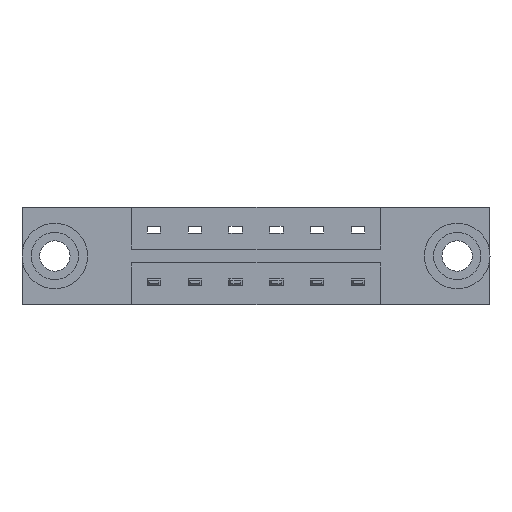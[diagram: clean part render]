
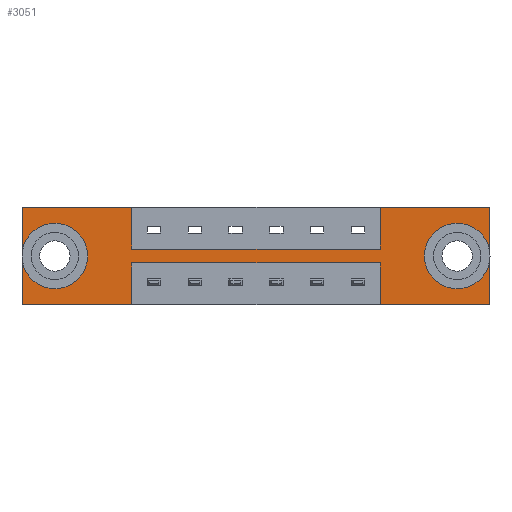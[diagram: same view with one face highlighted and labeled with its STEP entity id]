
A CAD part, front view. The second image highlights one B-rep face of the part: STEP entity #3051.
In plain terms, the highlighted planar face has unit normal (0, -1, 0).
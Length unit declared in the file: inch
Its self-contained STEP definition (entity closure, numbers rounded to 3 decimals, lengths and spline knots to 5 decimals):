
#33 = ORIENTED_EDGE ( 'NONE', *, *, #1565, .F. ) ;
#79 = CIRCLE ( 'NONE', #3488, 0.078 ) ;
#140 = DIRECTION ( 'NONE',  ( 0., 1., 0. ) ) ;
#223 = CARTESIAN_POINT ( 'NONE',  ( 1.3665, 0., -0.2115 ) ) ;
#235 = ORIENTED_EDGE ( 'NONE', *, *, #455, .T. ) ;
#237 = ORIENTED_EDGE ( 'NONE', *, *, #7973, .F. ) ;
#314 = AXIS2_PLACEMENT_3D ( 'NONE', #3132, #2566, #7856 ) ;
#329 = ORIENTED_EDGE ( 'NONE', *, *, #1618, .F. ) ;
#332 = DIRECTION ( 'NONE',  ( 1., 0., 0. ) ) ;
#348 = VERTEX_POINT ( 'NONE', #1407 ) ;
#455 = EDGE_CURVE ( 'NONE', #704, #6340, #1029, .T. ) ;
#514 = VERTEX_POINT ( 'NONE', #3627 ) ;
#563 = ORIENTED_EDGE ( 'NONE', *, *, #2105, .F. ) ;
#610 = ORIENTED_EDGE ( 'NONE', *, *, #8155, .F. ) ;
#626 = CARTESIAN_POINT ( 'NONE',  ( 0.125, 0., -0.107 ) ) ;
#670 = CARTESIAN_POINT ( 'NONE',  ( 0.4175, 0., -0.1585 ) ) ;
#686 = CARTESIAN_POINT ( 'NONE',  ( 0.125, 0., -0.185 ) ) ;
#704 = VERTEX_POINT ( 'NONE', #2467 ) ;
#714 = EDGE_CURVE ( 'NONE', #8234, #8388, #1127, .T. ) ;
#760 = VECTOR ( 'NONE', #2380, 39.37008 ) ;
#823 = EDGE_CURVE ( 'NONE', #5445, #8234, #7294, .T. ) ;
#839 = ORIENTED_EDGE ( 'NONE', *, *, #6994, .T. ) ;
#860 = DIRECTION ( 'NONE',  ( 0., 0., 1. ) ) ;
#963 = FACE_OUTER_BOUND ( 'NONE', #6349, .T. ) ;
#981 = ORIENTED_EDGE ( 'NONE', *, *, #714, .F. ) ;
#1018 = VECTOR ( 'NONE', #7191, 39.37008 ) ;
#1029 = CIRCLE ( 'NONE', #2164, 0.078 ) ;
#1098 = CARTESIAN_POINT ( 'NONE',  ( 1.3665, 0., -0.2115 ) ) ;
#1127 = LINE ( 'NONE', #3843, #760 ) ;
#1229 = LINE ( 'NONE', #2527, #2168 ) ;
#1241 = DIRECTION ( 'NONE',  ( 0., 0., -1. ) ) ;
#1242 = CIRCLE ( 'NONE', #314, 0.078 ) ;
#1249 = VECTOR ( 'NONE', #5767, 39.37008 ) ;
#1332 = DIRECTION ( 'NONE',  ( 0., 0., 1. ) ) ;
#1407 = CARTESIAN_POINT ( 'NONE',  ( 0., 0., 0. ) ) ;
#1561 = ORIENTED_EDGE ( 'NONE', *, *, #2767, .F. ) ;
#1565 = EDGE_CURVE ( 'NONE', #8388, #7557, #4457, .T. ) ;
#1616 = CARTESIAN_POINT ( 'NONE',  ( 1.784, 0., 0. ) ) ;
#1618 = EDGE_CURVE ( 'NONE', #514, #8390, #2591, .T. ) ;
#1665 = CARTESIAN_POINT ( 'NONE',  ( 0.4175, 0., -0.37 ) ) ;
#1699 = VECTOR ( 'NONE', #1332, 39.37008 ) ;
#1707 = CARTESIAN_POINT ( 'NONE',  ( 0.4175, 0., -0.2115 ) ) ;
#1719 = FACE_BOUND ( 'NONE', #6540, .T. ) ;
#1729 = VERTEX_POINT ( 'NONE', #6588 ) ;
#1955 = CARTESIAN_POINT ( 'NONE',  ( 0., 0., 0. ) ) ;
#2020 = VECTOR ( 'NONE', #7007, 39.37008 ) ;
#2105 = EDGE_CURVE ( 'NONE', #348, #514, #6477, .T. ) ;
#2164 = AXIS2_PLACEMENT_3D ( 'NONE', #686, #3404, #860 ) ;
#2168 = VECTOR ( 'NONE', #3233, 39.37008 ) ;
#2341 = CARTESIAN_POINT ( 'NONE',  ( 1.659, 0., -0.107 ) ) ;
#2367 = VECTOR ( 'NONE', #332, 39.37008 ) ;
#2380 = DIRECTION ( 'NONE',  ( -1., 0., 0. ) ) ;
#2419 = ORIENTED_EDGE ( 'NONE', *, *, #5694, .F. ) ;
#2433 = CARTESIAN_POINT ( 'NONE',  ( 0., 0., 0. ) ) ;
#2467 = CARTESIAN_POINT ( 'NONE',  ( 0.125, 0., -0.263 ) ) ;
#2501 = CARTESIAN_POINT ( 'NONE',  ( 0.4175, 0., -0.1585 ) ) ;
#2525 = ORIENTED_EDGE ( 'NONE', *, *, #823, .F. ) ;
#2527 = CARTESIAN_POINT ( 'NONE',  ( 1.3665, 0., -0.1585 ) ) ;
#2566 = DIRECTION ( 'NONE',  ( 0., 1., 0. ) ) ;
#2591 = LINE ( 'NONE', #5207, #5397 ) ;
#2767 = EDGE_CURVE ( 'NONE', #6460, #348, #8632, .T. ) ;
#2959 = ORIENTED_EDGE ( 'NONE', *, *, #4596, .T. ) ;
#3019 = DIRECTION ( 'NONE',  ( 0., 0., 1. ) ) ;
#3051 = ADVANCED_FACE ( 'NONE', ( #1719, #8573, #963 ), #7901, .T. ) ;
#3120 = EDGE_CURVE ( 'NONE', #4398, #5445, #4522, .T. ) ;
#3132 = CARTESIAN_POINT ( 'NONE',  ( 1.659, 0., -0.185 ) ) ;
#3233 = DIRECTION ( 'NONE',  ( 0., 0., 1. ) ) ;
#3347 = DIRECTION ( 'NONE',  ( 1., 0., 0. ) ) ;
#3404 = DIRECTION ( 'NONE',  ( 0., 1., 0. ) ) ;
#3488 = AXIS2_PLACEMENT_3D ( 'NONE', #7076, #4541, #3019 ) ;
#3586 = CARTESIAN_POINT ( 'NONE',  ( 1.3665, 0., -0.37 ) ) ;
#3604 = ORIENTED_EDGE ( 'NONE', *, *, #3120, .F. ) ;
#3616 = CARTESIAN_POINT ( 'NONE',  ( 0., 0., -0.37 ) ) ;
#3627 = CARTESIAN_POINT ( 'NONE',  ( 0.4175, 0., 0. ) ) ;
#3652 = CIRCLE ( 'NONE', #4221, 0.078 ) ;
#3717 = LINE ( 'NONE', #8646, #2020 ) ;
#3826 = CARTESIAN_POINT ( 'NONE',  ( 1.784, 0., 0. ) ) ;
#3843 = CARTESIAN_POINT ( 'NONE',  ( 0., 0., -0.37 ) ) ;
#4212 = VERTEX_POINT ( 'NONE', #2341 ) ;
#4221 = AXIS2_PLACEMENT_3D ( 'NONE', #6203, #140, #6866 ) ;
#4263 = CARTESIAN_POINT ( 'NONE',  ( 1.659, 0., -0.263 ) ) ;
#4310 = ORIENTED_EDGE ( 'NONE', *, *, #7494, .F. ) ;
#4394 = LINE ( 'NONE', #8398, #1018 ) ;
#4398 = VERTEX_POINT ( 'NONE', #7270 ) ;
#4416 = DIRECTION ( 'NONE',  ( 0., 0., -1. ) ) ;
#4457 = LINE ( 'NONE', #223, #4969 ) ;
#4478 = CARTESIAN_POINT ( 'NONE',  ( 0., 0., -0.37 ) ) ;
#4522 = LINE ( 'NONE', #2433, #2367 ) ;
#4541 = DIRECTION ( 'NONE',  ( 0., 1., 0. ) ) ;
#4596 = EDGE_CURVE ( 'NONE', #5047, #4212, #3652, .T. ) ;
#4929 = EDGE_LOOP ( 'NONE', ( #839, #235 ) ) ;
#4969 = VECTOR ( 'NONE', #7751, 39.37008 ) ;
#5047 = VERTEX_POINT ( 'NONE', #4263 ) ;
#5069 = EDGE_CURVE ( 'NONE', #4212, #5047, #1242, .T. ) ;
#5153 = VECTOR ( 'NONE', #4416, 39.37008 ) ;
#5207 = CARTESIAN_POINT ( 'NONE',  ( 0.4175, 0., -0.1585 ) ) ;
#5245 = CARTESIAN_POINT ( 'NONE',  ( 0.4175, 0., -0.2115 ) ) ;
#5293 = DIRECTION ( 'NONE',  ( 0., 0., -1. ) ) ;
#5397 = VECTOR ( 'NONE', #5293, 39.37008 ) ;
#5445 = VERTEX_POINT ( 'NONE', #1616 ) ;
#5459 = VERTEX_POINT ( 'NONE', #1665 ) ;
#5660 = EDGE_CURVE ( 'NONE', #6556, #5459, #6547, .T. ) ;
#5694 = EDGE_CURVE ( 'NONE', #8390, #1729, #7486, .T. ) ;
#5767 = DIRECTION ( 'NONE',  ( 1., 0., 0. ) ) ;
#5816 = DIRECTION ( 'NONE',  ( 0., -1., 0. ) ) ;
#5918 = AXIS2_PLACEMENT_3D ( 'NONE', #4478, #5816, #7188 ) ;
#6203 = CARTESIAN_POINT ( 'NONE',  ( 1.659, 0., -0.185 ) ) ;
#6284 = VECTOR ( 'NONE', #3347, 39.37008 ) ;
#6340 = VERTEX_POINT ( 'NONE', #626 ) ;
#6349 = EDGE_LOOP ( 'NONE', ( #33, #981, #2525, #3604, #610, #2419, #329, #563, #1561, #237, #6407, #4310 ) ) ;
#6407 = ORIENTED_EDGE ( 'NONE', *, *, #5660, .F. ) ;
#6460 = VERTEX_POINT ( 'NONE', #3616 ) ;
#6477 = LINE ( 'NONE', #7064, #1249 ) ;
#6540 = EDGE_LOOP ( 'NONE', ( #8457, #2959 ) ) ;
#6547 = LINE ( 'NONE', #1707, #5153 ) ;
#6556 = VERTEX_POINT ( 'NONE', #5245 ) ;
#6588 = CARTESIAN_POINT ( 'NONE',  ( 1.3665, 0., -0.1585 ) ) ;
#6866 = DIRECTION ( 'NONE',  ( 0., 0., -1. ) ) ;
#6994 = EDGE_CURVE ( 'NONE', #6340, #704, #79, .T. ) ;
#7007 = DIRECTION ( 'NONE',  ( -1., 0., 0. ) ) ;
#7064 = CARTESIAN_POINT ( 'NONE',  ( 0., 0., 0. ) ) ;
#7076 = CARTESIAN_POINT ( 'NONE',  ( 0.125, 0., -0.185 ) ) ;
#7188 = DIRECTION ( 'NONE',  ( 0., 0., -1. ) ) ;
#7191 = DIRECTION ( 'NONE',  ( -1., 0., 0. ) ) ;
#7270 = CARTESIAN_POINT ( 'NONE',  ( 1.3665, 0., 0. ) ) ;
#7294 = LINE ( 'NONE', #3826, #8436 ) ;
#7419 = CARTESIAN_POINT ( 'NONE',  ( 1.784, 0., -0.37 ) ) ;
#7486 = LINE ( 'NONE', #670, #6284 ) ;
#7494 = EDGE_CURVE ( 'NONE', #7557, #6556, #4394, .T. ) ;
#7557 = VERTEX_POINT ( 'NONE', #1098 ) ;
#7751 = DIRECTION ( 'NONE',  ( 0., 0., 1. ) ) ;
#7856 = DIRECTION ( 'NONE',  ( 0., 0., -1. ) ) ;
#7901 = PLANE ( 'NONE',  #5918 ) ;
#7973 = EDGE_CURVE ( 'NONE', #5459, #6460, #3717, .T. ) ;
#8155 = EDGE_CURVE ( 'NONE', #1729, #4398, #1229, .T. ) ;
#8234 = VERTEX_POINT ( 'NONE', #7419 ) ;
#8388 = VERTEX_POINT ( 'NONE', #3586 ) ;
#8390 = VERTEX_POINT ( 'NONE', #2501 ) ;
#8398 = CARTESIAN_POINT ( 'NONE',  ( 0.4175, 0., -0.2115 ) ) ;
#8436 = VECTOR ( 'NONE', #1241, 39.37008 ) ;
#8457 = ORIENTED_EDGE ( 'NONE', *, *, #5069, .T. ) ;
#8573 = FACE_BOUND ( 'NONE', #4929, .T. ) ;
#8632 = LINE ( 'NONE', #1955, #1699 ) ;
#8646 = CARTESIAN_POINT ( 'NONE',  ( 0., 0., -0.37 ) ) ;
